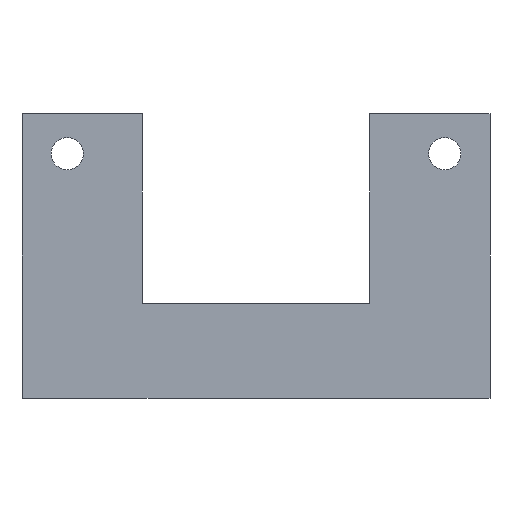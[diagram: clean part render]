
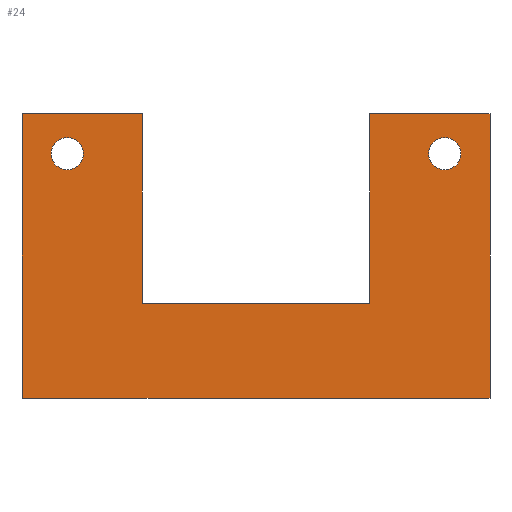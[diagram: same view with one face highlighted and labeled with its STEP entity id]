
A CAD part, front view. The second image highlights one B-rep face of the part: STEP entity #24.
In plain terms, the highlighted planar face has unit normal (0, -1, 0).
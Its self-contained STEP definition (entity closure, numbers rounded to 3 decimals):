
#8 = ORIENTED_EDGE ( 'NONE', *, *, #86, .F. ) ;
#24 = ADVANCED_FACE ( 'NONE', ( #80, #1044, #662 ), #319, .F. ) ;
#32 = ORIENTED_EDGE ( 'NONE', *, *, #474, .F. ) ;
#44 = LINE ( 'NONE', #787, #400 ) ;
#51 = CARTESIAN_POINT ( 'NONE',  ( 37., 10.141, 45. ) ) ;
#56 = DIRECTION ( 'NONE',  ( 0., 0., -1. ) ) ;
#64 = ORIENTED_EDGE ( 'NONE', *, *, #277, .F. ) ;
#72 = CARTESIAN_POINT ( 'NONE',  ( -37., 10.141, 15. ) ) ;
#78 = CARTESIAN_POINT ( 'NONE',  ( 37., 10.141, 15. ) ) ;
#80 = FACE_BOUND ( 'NONE', #884, .T. ) ;
#81 = DIRECTION ( 'NONE',  ( 1., 0., 0. ) ) ;
#86 = EDGE_CURVE ( 'NONE', #914, #140, #597, .T. ) ;
#103 = AXIS2_PLACEMENT_3D ( 'NONE', #650, #813, #572 ) ;
#125 = EDGE_LOOP ( 'NONE', ( #978, #233, #910, #290, #32, #874, #301, #512 ) ) ;
#128 = CARTESIAN_POINT ( 'NONE',  ( 18., 10.141, 15. ) ) ;
#140 = VERTEX_POINT ( 'NONE', #807 ) ;
#164 = EDGE_CURVE ( 'NONE', #949, #528, #784, .T. ) ;
#174 = DIRECTION ( 'NONE',  ( 0., 0., 1. ) ) ;
#220 = EDGE_CURVE ( 'NONE', #949, #737, #473, .T. ) ;
#233 = ORIENTED_EDGE ( 'NONE', *, *, #457, .F. ) ;
#244 = LINE ( 'NONE', #248, #252 ) ;
#248 = CARTESIAN_POINT ( 'NONE',  ( -37., 10.141, 0. ) ) ;
#252 = VECTOR ( 'NONE', #495, 1000. ) ;
#255 = VERTEX_POINT ( 'NONE', #879 ) ;
#272 = CIRCLE ( 'NONE', #964, 2.55 ) ;
#273 = DIRECTION ( 'NONE',  ( 0., 0., 1. ) ) ;
#277 = EDGE_CURVE ( 'NONE', #255, #629, #272, .T. ) ;
#290 = ORIENTED_EDGE ( 'NONE', *, *, #866, .T. ) ;
#296 = DIRECTION ( 'NONE',  ( 0., 0., -1. ) ) ;
#301 = ORIENTED_EDGE ( 'NONE', *, *, #220, .F. ) ;
#302 = DIRECTION ( 'NONE',  ( 1., 0., 0. ) ) ;
#319 = PLANE ( 'NONE',  #103 ) ;
#359 = VECTOR ( 'NONE', #725, 1000. ) ;
#373 = DIRECTION ( 'NONE',  ( 1., 0., 0. ) ) ;
#377 = CARTESIAN_POINT ( 'NONE',  ( 29.85, 10.141, 38.68 ) ) ;
#396 = ORIENTED_EDGE ( 'NONE', *, *, #760, .F. ) ;
#400 = VECTOR ( 'NONE', #373, 1000. ) ;
#404 = DIRECTION ( 'NONE',  ( 0., -1., 0. ) ) ;
#446 = CIRCLE ( 'NONE', #1041, 2.55 ) ;
#453 = LINE ( 'NONE', #548, #609 ) ;
#457 = EDGE_CURVE ( 'NONE', #896, #743, #906, .T. ) ;
#466 = DIRECTION ( 'NONE',  ( 0., 0., -1. ) ) ;
#473 = LINE ( 'NONE', #1027, #724 ) ;
#474 = EDGE_CURVE ( 'NONE', #716, #586, #559, .T. ) ;
#495 = DIRECTION ( 'NONE',  ( 1., 0., 0. ) ) ;
#498 = VECTOR ( 'NONE', #81, 1000. ) ;
#503 = CIRCLE ( 'NONE', #532, 2.55 ) ;
#512 = ORIENTED_EDGE ( 'NONE', *, *, #164, .T. ) ;
#523 = CARTESIAN_POINT ( 'NONE',  ( -29.85, 10.141, 38.68 ) ) ;
#528 = VERTEX_POINT ( 'NONE', #858 ) ;
#532 = AXIS2_PLACEMENT_3D ( 'NONE', #762, #675, #273 ) ;
#533 = CARTESIAN_POINT ( 'NONE',  ( -29.85, 10.141, 41.23 ) ) ;
#548 = CARTESIAN_POINT ( 'NONE',  ( 18., 10.141, 45. ) ) ;
#549 = ORIENTED_EDGE ( 'NONE', *, *, #741, .F. ) ;
#559 = LINE ( 'NONE', #72, #498 ) ;
#562 = CARTESIAN_POINT ( 'NONE',  ( -29.85, 10.141, 38.68 ) ) ;
#572 = DIRECTION ( 'NONE',  ( 0., 0., 1. ) ) ;
#586 = VERTEX_POINT ( 'NONE', #128 ) ;
#593 = DIRECTION ( 'NONE',  ( 0., -1., 0. ) ) ;
#597 = CIRCLE ( 'NONE', #859, 2.55 ) ;
#609 = VECTOR ( 'NONE', #56, 1000. ) ;
#622 = LINE ( 'NONE', #861, #721 ) ;
#629 = VERTEX_POINT ( 'NONE', #931 ) ;
#650 = CARTESIAN_POINT ( 'NONE',  ( -37., 10.141, 15. ) ) ;
#662 = FACE_OUTER_BOUND ( 'NONE', #125, .T. ) ;
#675 = DIRECTION ( 'NONE',  ( 0., -1., 0. ) ) ;
#704 = DIRECTION ( 'NONE',  ( 0., -1., 0. ) ) ;
#716 = VERTEX_POINT ( 'NONE', #997 ) ;
#721 = VECTOR ( 'NONE', #466, 1000. ) ;
#724 = VECTOR ( 'NONE', #302, 1000. ) ;
#725 = DIRECTION ( 'NONE',  ( 0., 0., -1. ) ) ;
#737 = VERTEX_POINT ( 'NONE', #837 ) ;
#741 = EDGE_CURVE ( 'NONE', #629, #255, #503, .T. ) ;
#743 = VERTEX_POINT ( 'NONE', #928 ) ;
#760 = EDGE_CURVE ( 'NONE', #140, #914, #446, .T. ) ;
#762 = CARTESIAN_POINT ( 'NONE',  ( 29.85, 10.141, 38.68 ) ) ;
#784 = LINE ( 'NONE', #961, #965 ) ;
#787 = CARTESIAN_POINT ( 'NONE',  ( 37., 10.141, 45. ) ) ;
#802 = EDGE_CURVE ( 'NONE', #737, #716, #622, .T. ) ;
#805 = EDGE_LOOP ( 'NONE', ( #549, #64 ) ) ;
#807 = CARTESIAN_POINT ( 'NONE',  ( -29.85, 10.141, 36.13 ) ) ;
#813 = DIRECTION ( 'NONE',  ( 0., 1., 0. ) ) ;
#837 = CARTESIAN_POINT ( 'NONE',  ( -18., 10.141, 45. ) ) ;
#838 = EDGE_CURVE ( 'NONE', #990, #896, #44, .T. ) ;
#845 = DIRECTION ( 'NONE',  ( 0., 0., 1. ) ) ;
#858 = CARTESIAN_POINT ( 'NONE',  ( -37., 10.141, 0. ) ) ;
#859 = AXIS2_PLACEMENT_3D ( 'NONE', #562, #404, #174 ) ;
#861 = CARTESIAN_POINT ( 'NONE',  ( -18., 10.141, 45. ) ) ;
#866 = EDGE_CURVE ( 'NONE', #990, #586, #453, .T. ) ;
#874 = ORIENTED_EDGE ( 'NONE', *, *, #802, .F. ) ;
#879 = CARTESIAN_POINT ( 'NONE',  ( 29.85, 10.141, 41.23 ) ) ;
#884 = EDGE_LOOP ( 'NONE', ( #396, #8 ) ) ;
#896 = VERTEX_POINT ( 'NONE', #51 ) ;
#904 = CARTESIAN_POINT ( 'NONE',  ( 18., 10.141, 45. ) ) ;
#906 = LINE ( 'NONE', #78, #359 ) ;
#910 = ORIENTED_EDGE ( 'NONE', *, *, #838, .F. ) ;
#914 = VERTEX_POINT ( 'NONE', #533 ) ;
#928 = CARTESIAN_POINT ( 'NONE',  ( 37., 10.141, 0. ) ) ;
#931 = CARTESIAN_POINT ( 'NONE',  ( 29.85, 10.141, 36.13 ) ) ;
#949 = VERTEX_POINT ( 'NONE', #1046 ) ;
#958 = EDGE_CURVE ( 'NONE', #528, #743, #244, .T. ) ;
#961 = CARTESIAN_POINT ( 'NONE',  ( -37., 10.141, 15. ) ) ;
#964 = AXIS2_PLACEMENT_3D ( 'NONE', #377, #704, #1037 ) ;
#965 = VECTOR ( 'NONE', #296, 1000. ) ;
#978 = ORIENTED_EDGE ( 'NONE', *, *, #958, .T. ) ;
#990 = VERTEX_POINT ( 'NONE', #904 ) ;
#997 = CARTESIAN_POINT ( 'NONE',  ( -18., 10.141, 15. ) ) ;
#1027 = CARTESIAN_POINT ( 'NONE',  ( -37., 10.141, 45. ) ) ;
#1037 = DIRECTION ( 'NONE',  ( 0., 0., 1. ) ) ;
#1041 = AXIS2_PLACEMENT_3D ( 'NONE', #523, #593, #845 ) ;
#1044 = FACE_BOUND ( 'NONE', #805, .T. ) ;
#1046 = CARTESIAN_POINT ( 'NONE',  ( -37., 10.141, 45. ) ) ;
